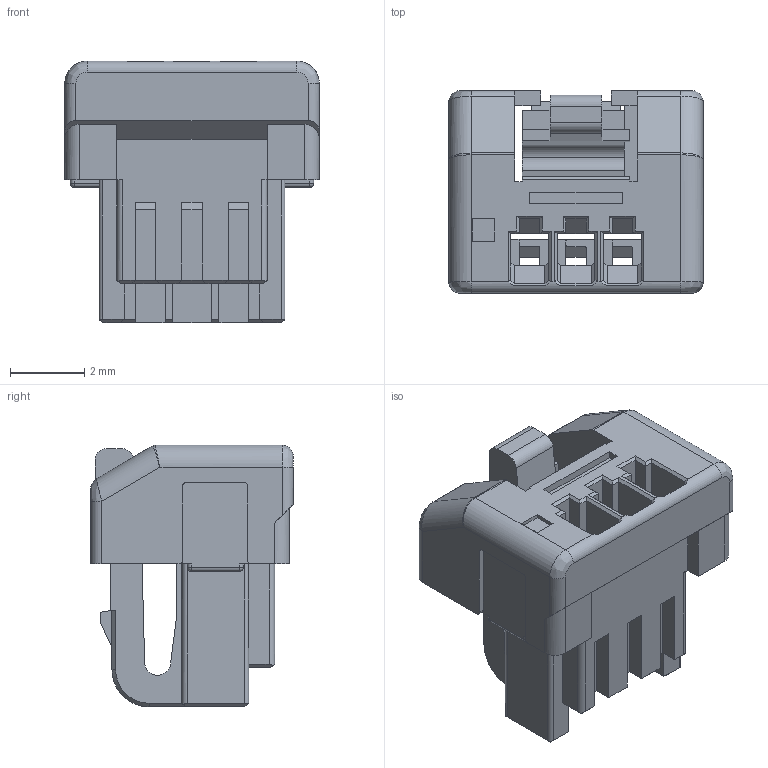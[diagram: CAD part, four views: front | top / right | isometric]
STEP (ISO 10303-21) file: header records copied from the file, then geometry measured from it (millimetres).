
FILE_DESCRIPTION(('STEP AP242'),'1');
FILE_NAME('502380-0300.stp','2023-01-29T04:01:53',('TraceParts'),('TraceParts S.A.'),'Spatial InterOp 3D',' ',' ');
FILE_SCHEMA(('AP242_MANAGED_MODEL_BASED_3D_ENGINEERING_MIM_LF {1 0 10303 442 1 1 4}'));
Length unit declared in the file: millimetre
Products named in the file (1): 502380-0300
Bounding box: 6.85 x 5.45 x 7.05 mm (x, y, z)
Volume: 110.1 mm3; surface area: 377.5 mm2
Topology: 1 solids, 1 shells, 378 faces, 1045 edges, 657 vertices
Faces by surface type: plane 312, cylinder 54, bspline 6, sphere 4, cone 2
Entity records: 12122 total; most frequent: CARTESIAN_POINT 2505, ORIENTED_EDGE 2090, DIRECTION 1863, EDGE_CURVE 1045, LINE 913, VECTOR 913, VERTEX_POINT 657, AXIS2_PLACEMENT_3D 475
